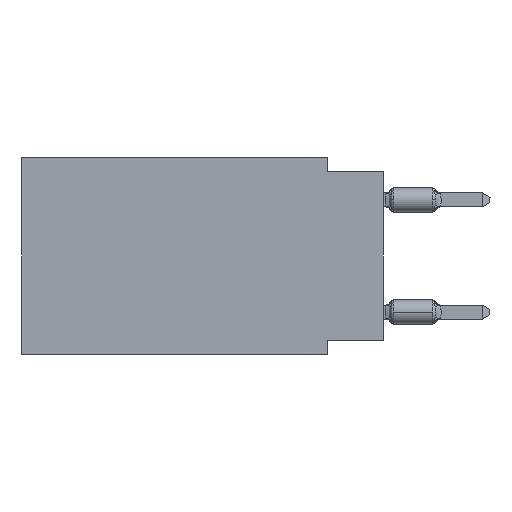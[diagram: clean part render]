
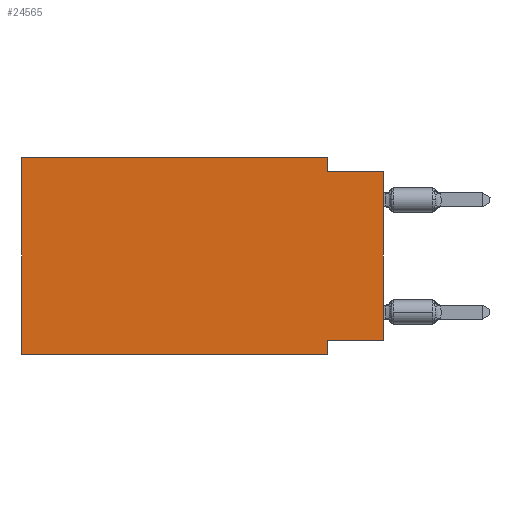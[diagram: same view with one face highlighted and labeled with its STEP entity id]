
A CAD part, left-side view. The second image highlights one B-rep face of the part: STEP entity #24565.
In plain terms, the highlighted planar face has unit normal (-1, 0, 0).
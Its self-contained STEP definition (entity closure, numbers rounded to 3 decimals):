
#587 = LINE ( 'NONE', #15264, #16756 ) ;
#595 = CARTESIAN_POINT ( 'NONE',  ( 0., 16.383, 0. ) ) ;
#1135 = ORIENTED_EDGE ( 'NONE', *, *, #28708, .F. ) ;
#1194 = CARTESIAN_POINT ( 'NONE',  ( 0., 0., 0. ) ) ;
#1817 = VECTOR ( 'NONE', #2483, 1000. ) ;
#1867 = CARTESIAN_POINT ( 'NONE',  ( 0., 2.54, 0. ) ) ;
#2483 = DIRECTION ( 'NONE',  ( 0., 1., 0. ) ) ;
#3308 = CARTESIAN_POINT ( 'NONE',  ( 0., 16.383, 0. ) ) ;
#3368 = EDGE_CURVE ( 'NONE', #46757, #7864, #45486, .T. ) ;
#5584 = CARTESIAN_POINT ( 'NONE',  ( 0., 16.383, -8.89 ) ) ;
#5683 = CARTESIAN_POINT ( 'NONE',  ( 0., 0., -0.635 ) ) ;
#5813 = DIRECTION ( 'NONE',  ( 0., 0., -1. ) ) ;
#7428 = VERTEX_POINT ( 'NONE', #42928 ) ;
#7581 = FACE_OUTER_BOUND ( 'NONE', #9162, .T. ) ;
#7864 = VERTEX_POINT ( 'NONE', #46476 ) ;
#9162 = EDGE_LOOP ( 'NONE', ( #23582, #39148, #1135, #35853, #12174, #27943, #9407, #32967 ) ) ;
#9407 = ORIENTED_EDGE ( 'NONE', *, *, #3368, .F. ) ;
#11568 = VERTEX_POINT ( 'NONE', #28914 ) ;
#12174 = ORIENTED_EDGE ( 'NONE', *, *, #20598, .F. ) ;
#12910 = EDGE_CURVE ( 'NONE', #11568, #7864, #27702, .T. ) ;
#13539 = CARTESIAN_POINT ( 'NONE',  ( 0., 0., -8.255 ) ) ;
#15264 = CARTESIAN_POINT ( 'NONE',  ( 0., 0., -0.635 ) ) ;
#16756 = VECTOR ( 'NONE', #26541, 1000. ) ;
#17981 = DIRECTION ( 'NONE',  ( 0., 0., 1. ) ) ;
#18627 = PLANE ( 'NONE',  #45563 ) ;
#19293 = LINE ( 'NONE', #33915, #43703 ) ;
#19889 = EDGE_CURVE ( 'NONE', #30154, #28901, #587, .T. ) ;
#20598 = EDGE_CURVE ( 'NONE', #11568, #23698, #21825, .T. ) ;
#20771 = VECTOR ( 'NONE', #5813, 1000. ) ;
#21032 = CARTESIAN_POINT ( 'NONE',  ( 0., 2.54, -8.255 ) ) ;
#21586 = EDGE_CURVE ( 'NONE', #23698, #46220, #19293, .T. ) ;
#21825 = LINE ( 'NONE', #3308, #25229 ) ;
#23582 = ORIENTED_EDGE ( 'NONE', *, *, #32243, .T. ) ;
#23698 = VERTEX_POINT ( 'NONE', #29798 ) ;
#24565 = ADVANCED_FACE ( 'NONE', ( #7581 ), #18627, .F. ) ;
#24724 = CARTESIAN_POINT ( 'NONE',  ( 0., 2.54, -0.635 ) ) ;
#24829 = EDGE_CURVE ( 'NONE', #7428, #46757, #43313, .T. ) ;
#25210 = DIRECTION ( 'NONE',  ( 0., 0., -1. ) ) ;
#25229 = VECTOR ( 'NONE', #17981, 1000. ) ;
#26325 = DIRECTION ( 'NONE',  ( 0., 0., -1. ) ) ;
#26541 = DIRECTION ( 'NONE',  ( 0., -1., 0. ) ) ;
#27401 = LINE ( 'NONE', #1194, #38208 ) ;
#27702 = LINE ( 'NONE', #5584, #41423 ) ;
#27943 = ORIENTED_EDGE ( 'NONE', *, *, #12910, .T. ) ;
#28708 = EDGE_CURVE ( 'NONE', #46220, #30154, #35999, .T. ) ;
#28785 = CARTESIAN_POINT ( 'NONE',  ( 0., 2.54, 0. ) ) ;
#28901 = VERTEX_POINT ( 'NONE', #5683 ) ;
#28914 = CARTESIAN_POINT ( 'NONE',  ( 0., 16.383, -8.89 ) ) ;
#29798 = CARTESIAN_POINT ( 'NONE',  ( 0., 16.383, 0. ) ) ;
#30154 = VERTEX_POINT ( 'NONE', #24724 ) ;
#32243 = EDGE_CURVE ( 'NONE', #7428, #28901, #27401, .T. ) ;
#32967 = ORIENTED_EDGE ( 'NONE', *, *, #24829, .F. ) ;
#33421 = VECTOR ( 'NONE', #25210, 1000. ) ;
#33915 = CARTESIAN_POINT ( 'NONE',  ( 0., 16.383, 0. ) ) ;
#35853 = ORIENTED_EDGE ( 'NONE', *, *, #21586, .F. ) ;
#35999 = LINE ( 'NONE', #28785, #33421 ) ;
#37951 = DIRECTION ( 'NONE',  ( 0., 0., 1. ) ) ;
#38208 = VECTOR ( 'NONE', #37951, 1000. ) ;
#39148 = ORIENTED_EDGE ( 'NONE', *, *, #19889, .F. ) ;
#40429 = DIRECTION ( 'NONE',  ( 0., -1., 0. ) ) ;
#41423 = VECTOR ( 'NONE', #42116, 1000. ) ;
#42116 = DIRECTION ( 'NONE',  ( 0., -1., 0. ) ) ;
#42117 = CARTESIAN_POINT ( 'NONE',  ( 0., 2.54, -8.89 ) ) ;
#42928 = CARTESIAN_POINT ( 'NONE',  ( 0., 0., -8.255 ) ) ;
#43313 = LINE ( 'NONE', #13539, #1817 ) ;
#43703 = VECTOR ( 'NONE', #40429, 1000. ) ;
#44579 = DIRECTION ( 'NONE',  ( 1., 0., 0. ) ) ;
#45486 = LINE ( 'NONE', #42117, #20771 ) ;
#45563 = AXIS2_PLACEMENT_3D ( 'NONE', #595, #44579, #26325 ) ;
#46220 = VERTEX_POINT ( 'NONE', #1867 ) ;
#46476 = CARTESIAN_POINT ( 'NONE',  ( 0., 2.54, -8.89 ) ) ;
#46757 = VERTEX_POINT ( 'NONE', #21032 ) ;
